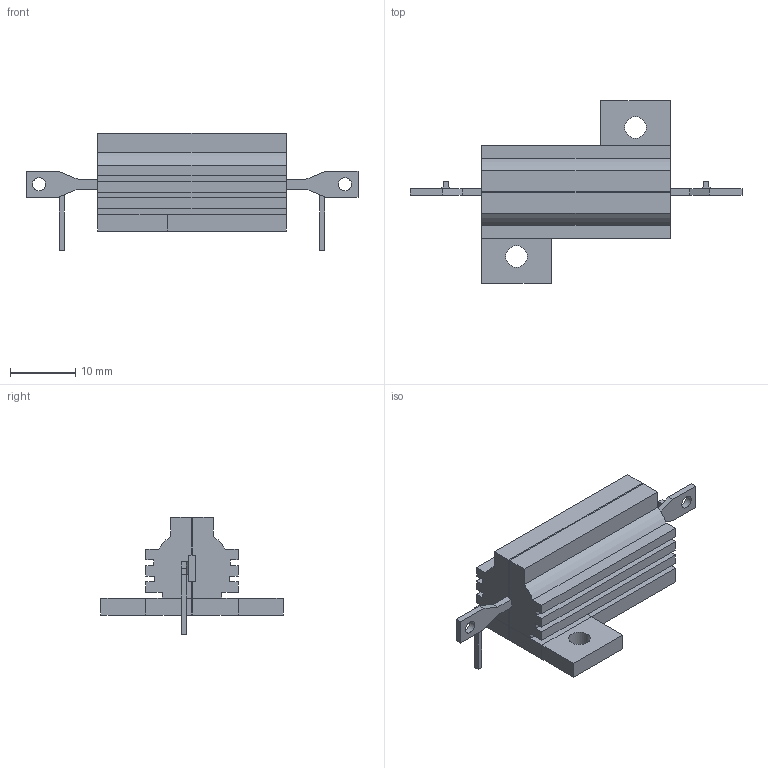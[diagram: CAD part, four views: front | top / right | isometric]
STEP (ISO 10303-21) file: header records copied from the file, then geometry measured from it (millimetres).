
FILE_DESCRIPTION(('FreeCAD Model'),'2;1');
FILE_NAME('R_WH25.step', '2017-09-09T18:39:11',('kicad StepUp'),('ksu MCAD'), 'Open CASCADE STEP processor 6.8','FreeCAD','Unknown');
FILE_SCHEMA(('AUTOMOTIVE_DESIGN_CC2 { 1 2 10303 214 -1 1 5 4 }'));
Length unit declared in the file: millimetre
Products named in the file (2): ASSEMBLY; R_WH25
Assembly tree (1 placements, depth 2):
  ASSEMBLY
    R_WH25
Bounding box: 51 x 28 x 18 mm (x, y, z)
Volume: 5366.7 mm3; surface area: 3194.2 mm2
Topology: 1 solids, 1 shells, 123 faces, 309 edges, 190 vertices
Faces by surface type: plane 117, cylinder 6
Full cylindrical faces by diameter (mm): 2 x2, 3.3 x2
Entity records: 4459 total; most frequent: CARTESIAN_POINT 624, ORIENTED_EDGE 618, DIRECTION 571, EDGE_CURVE 309, LINE 297, VECTOR 297, VERTEX_POINT 190, AXIS2_PLACEMENT_3D 137
